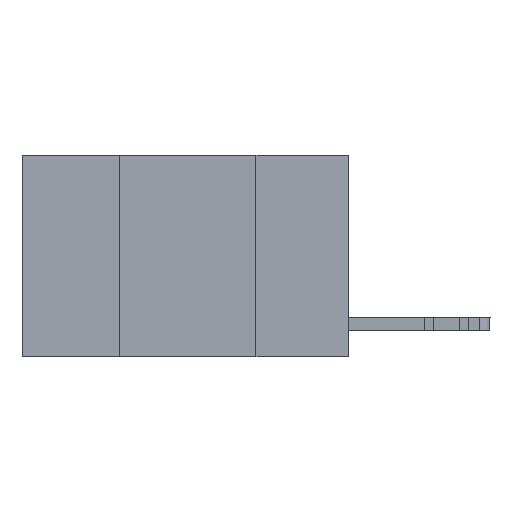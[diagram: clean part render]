
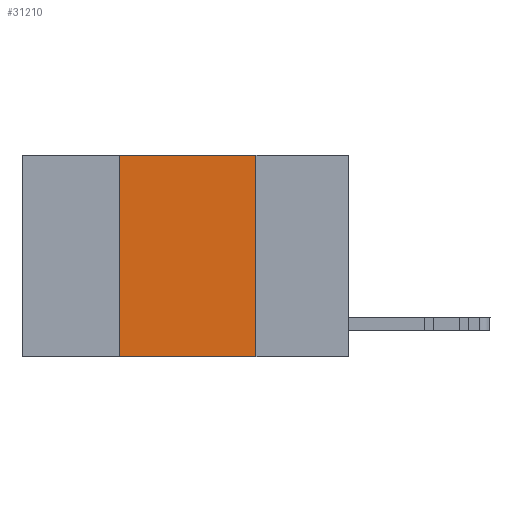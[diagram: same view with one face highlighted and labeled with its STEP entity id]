
A CAD part, left-side view. The second image highlights one B-rep face of the part: STEP entity #31210.
In plain terms, the highlighted planar face has unit normal (-1, 0, 0).
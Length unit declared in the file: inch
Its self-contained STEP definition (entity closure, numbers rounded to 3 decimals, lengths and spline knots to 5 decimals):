
#235 = VERTEX_POINT ( 'NONE', #6790 ) ;
#1134 = VECTOR ( 'NONE', #11374, 39.37008 ) ;
#1865 = DIRECTION ( 'NONE',  ( 0., 0., -1. ) ) ;
#3538 = LINE ( 'NONE', #28744, #10032 ) ;
#4199 = VECTOR ( 'NONE', #13503, 39.37008 ) ;
#5155 = CARTESIAN_POINT ( 'NONE',  ( 0., 0.42, -0.37 ) ) ;
#6382 = DIRECTION ( 'NONE',  ( 1., 0., 0. ) ) ;
#6790 = CARTESIAN_POINT ( 'NONE',  ( 0., 0.42, 0. ) ) ;
#7300 = FACE_OUTER_BOUND ( 'NONE', #23998, .T. ) ;
#8240 = VERTEX_POINT ( 'NONE', #5155 ) ;
#8367 = ORIENTED_EDGE ( 'NONE', *, *, #20575, .F. ) ;
#8369 = CARTESIAN_POINT ( 'NONE',  ( 0., 0.17, -0.37 ) ) ;
#8958 = CARTESIAN_POINT ( 'NONE',  ( 0., 0.6, -0.37 ) ) ;
#9169 = ORIENTED_EDGE ( 'NONE', *, *, #27202, .T. ) ;
#10032 = VECTOR ( 'NONE', #14440, 39.37008 ) ;
#11374 = DIRECTION ( 'NONE',  ( 0., -1., 0. ) ) ;
#13276 = ORIENTED_EDGE ( 'NONE', *, *, #24637, .F. ) ;
#13503 = DIRECTION ( 'NONE',  ( 0., -1., 0. ) ) ;
#14440 = DIRECTION ( 'NONE',  ( 0., 0., 1. ) ) ;
#18009 = LINE ( 'NONE', #30667, #23668 ) ;
#18443 = PLANE ( 'NONE',  #27049 ) ;
#18593 = LINE ( 'NONE', #20675, #4199 ) ;
#20575 = EDGE_CURVE ( 'NONE', #8240, #235, #3538, .T. ) ;
#20675 = CARTESIAN_POINT ( 'NONE',  ( 0., 0.6, 0. ) ) ;
#20881 = CARTESIAN_POINT ( 'NONE',  ( 0., 0.6, 0. ) ) ;
#20908 = VERTEX_POINT ( 'NONE', #8369 ) ;
#21466 = VERTEX_POINT ( 'NONE', #27223 ) ;
#23277 = DIRECTION ( 'NONE',  ( 0., 0., -1. ) ) ;
#23668 = VECTOR ( 'NONE', #1865, 39.37008 ) ;
#23998 = EDGE_LOOP ( 'NONE', ( #25282, #13276, #8367, #9169 ) ) ;
#24637 = EDGE_CURVE ( 'NONE', #235, #21466, #18593, .T. ) ;
#25282 = ORIENTED_EDGE ( 'NONE', *, *, #25348, .F. ) ;
#25348 = EDGE_CURVE ( 'NONE', #21466, #20908, #18009, .T. ) ;
#26833 = LINE ( 'NONE', #8958, #1134 ) ;
#27049 = AXIS2_PLACEMENT_3D ( 'NONE', #20881, #6382, #23277 ) ;
#27202 = EDGE_CURVE ( 'NONE', #8240, #20908, #26833, .T. ) ;
#27223 = CARTESIAN_POINT ( 'NONE',  ( 0., 0.17, 0. ) ) ;
#28744 = CARTESIAN_POINT ( 'NONE',  ( 0., 0.42, 0. ) ) ;
#30667 = CARTESIAN_POINT ( 'NONE',  ( 0., 0.17, 0. ) ) ;
#31210 = ADVANCED_FACE ( 'NONE', ( #7300 ), #18443, .F. ) ;
